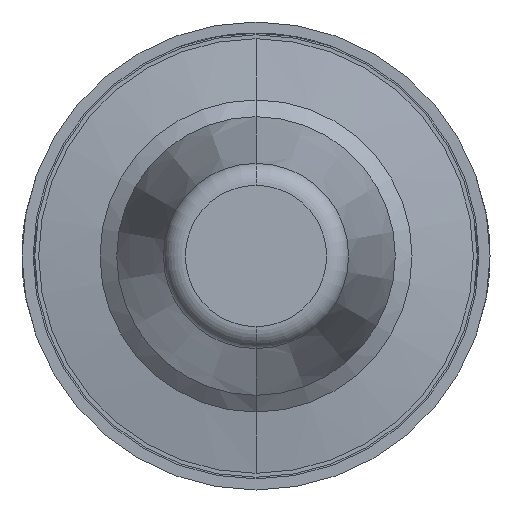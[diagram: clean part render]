
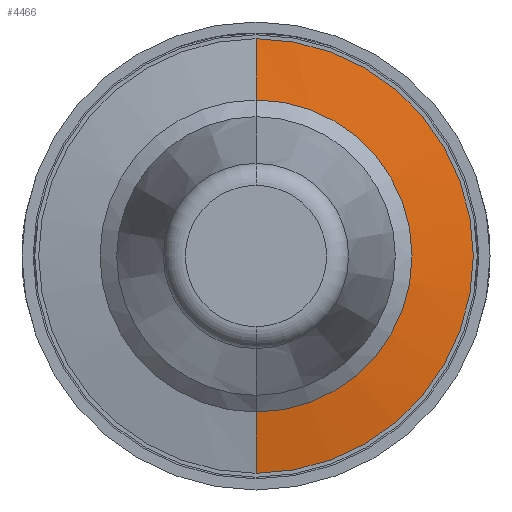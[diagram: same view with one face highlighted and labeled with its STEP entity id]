
A CAD part, front view. The second image highlights one B-rep face of the part: STEP entity #4466.
In plain terms, the highlighted conical face has half-angle 80.134 degrees and reference radius 0.8 mm.
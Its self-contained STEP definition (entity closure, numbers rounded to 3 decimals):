
#559 = CARTESIAN_POINT ( 'NONE',  ( 0., -29.886, 0. ) ) ;
#651 = ORIENTED_EDGE ( 'NONE', *, *, #4148, .T. ) ;
#958 = EDGE_CURVE ( 'NONE', #3769, #1513, #1163, .T. ) ;
#965 = CARTESIAN_POINT ( 'NONE',  ( 0., -29.886, -0.883 ) ) ;
#1144 = DIRECTION ( 'NONE',  ( 0., 0.171, -0.985 ) ) ;
#1163 = LINE ( 'NONE', #1563, #2163 ) ;
#1205 = CARTESIAN_POINT ( 'NONE',  ( 0., -29.886, 0.883 ) ) ;
#1246 = CARTESIAN_POINT ( 'NONE',  ( 0., -29.7, 1.95 ) ) ;
#1349 = CARTESIAN_POINT ( 'NONE',  ( 0., -29.7, 0. ) ) ;
#1350 = CIRCLE ( 'NONE', #4199, 0.883 ) ;
#1513 = VERTEX_POINT ( 'NONE', #1914 ) ;
#1563 = CARTESIAN_POINT ( 'NONE',  ( 0., -29.9, -0.8 ) ) ;
#1736 = LINE ( 'NONE', #2541, #2568 ) ;
#1743 = DIRECTION ( 'NONE',  ( 0., 1., 0. ) ) ;
#1752 = DIRECTION ( 'NONE',  ( 0., 1., 0. ) ) ;
#1842 = DIRECTION ( 'NONE',  ( 0., 1., 0. ) ) ;
#1897 = AXIS2_PLACEMENT_3D ( 'NONE', #1349, #1752, #2194 ) ;
#1914 = CARTESIAN_POINT ( 'NONE',  ( 0., -29.7, -1.95 ) ) ;
#2144 = DIRECTION ( 'NONE',  ( 0., 0., 1. ) ) ;
#2163 = VECTOR ( 'NONE', #1144, 1000. ) ;
#2194 = DIRECTION ( 'NONE',  ( 0., 0., 1. ) ) ;
#2252 = DIRECTION ( 'NONE',  ( 0., 0., 1. ) ) ;
#2265 = EDGE_CURVE ( 'Defeature ausgef�hrt1_21+Defeature ausgef�hrt1_20+Defeature ausgef�hrt1_20+Defeature ausgef�hrt1_20', #3581, #1513, #2437, .T. ) ;
#2291 = CONICAL_SURFACE ( 'NONE', #2379, 0.8, 1.399 ) ;
#2379 = AXIS2_PLACEMENT_3D ( 'NONE', #5194, #1743, #2144 ) ;
#2437 = CIRCLE ( 'NONE', #1897, 1.95 ) ;
#2462 = ORIENTED_EDGE ( 'NONE', *, *, #4802, .F. ) ;
#2541 = CARTESIAN_POINT ( 'NONE',  ( 0., -29.9, 0.8 ) ) ;
#2568 = VECTOR ( 'NONE', #5537, 1000. ) ;
#2813 = ORIENTED_EDGE ( 'NONE', *, *, #2265, .F. ) ;
#3466 = VERTEX_POINT ( 'NONE', #1205 ) ;
#3581 = VERTEX_POINT ( 'NONE', #1246 ) ;
#3769 = VERTEX_POINT ( 'NONE', #965 ) ;
#3798 = ORIENTED_EDGE ( 'NONE', *, *, #958, .T. ) ;
#4148 = EDGE_CURVE ( 'Defeature ausgef�hrt1_20+Defeature ausgef�hrt1_24+Defeature ausgef�hrt1_24+Defeature ausgef�hrt1_24', #3466, #3769, #1350, .T. ) ;
#4199 = AXIS2_PLACEMENT_3D ( 'NONE', #559, #1842, #2252 ) ;
#4466 = ADVANCED_FACE ( 'Defeature ausgef�hrt1_20', ( #5434 ), #2291, .T. ) ;
#4559 = EDGE_LOOP ( 'NONE', ( #651, #3798, #2813, #2462 ) ) ;
#4802 = EDGE_CURVE ( 'NONE', #3466, #3581, #1736, .T. ) ;
#5194 = CARTESIAN_POINT ( 'NONE',  ( 0., -29.9, 0. ) ) ;
#5434 = FACE_OUTER_BOUND ( 'NONE', #4559, .T. ) ;
#5537 = DIRECTION ( 'NONE',  ( 0., 0.171, 0.985 ) ) ;
